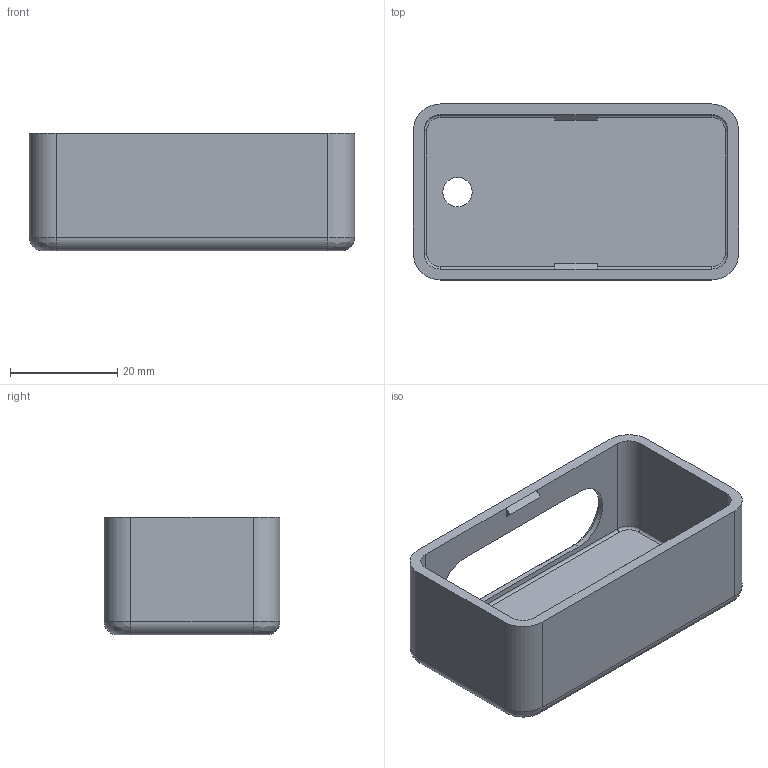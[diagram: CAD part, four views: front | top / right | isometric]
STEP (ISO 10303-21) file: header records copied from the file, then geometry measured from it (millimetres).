
FILE_DESCRIPTION(/* description */ (''),/* implementation_level */ '2;1');
FILE_NAME(/* name */ 'FAIO_Multiplexer_Body_Top.step',/* time_stamp */ '2021-01-16T16:10:24-08:00',/* author */ (''),/* organization */ (''),/* preprocessor_version */ 'ST-DEVELOPER v18.1',/* originating_system */ 'Autodesk Translation Framework v9.7.1.1290',/* authorisation */ '');
FILE_SCHEMA (('AUTOMOTIVE_DESIGN { 1 0 10303 214 3 1 1 }'));
Length unit declared in the file: millimetre
Products named in the file (2): FAIO_Multiplexer_Body_Top; Case
Assembly tree (1 placements, depth 2):
  FAIO_Multiplexer_Body_Top
    Case
Bounding box: 60.8 x 32.86 x 22 mm (x, y, z)
Volume: 9368.8 mm3; surface area: 10377.3 mm2
Topology: 1 solids, 1 shells, 429 faces, 1198 edges, 792 vertices
Faces by surface type: bspline 274, plane 130, cylinder 21, torus 4
Full cylindrical faces by diameter (mm): 5.5 x1
Entity records: 16286 total; most frequent: CARTESIAN_POINT 7044, ORIENTED_EDGE 2396, EDGE_CURVE 1198, DIRECTION 1024, VERTEX_POINT 792, LINE 608, VECTOR 608, B_SPLINE_CURVE_WITH_KNOTS 540
